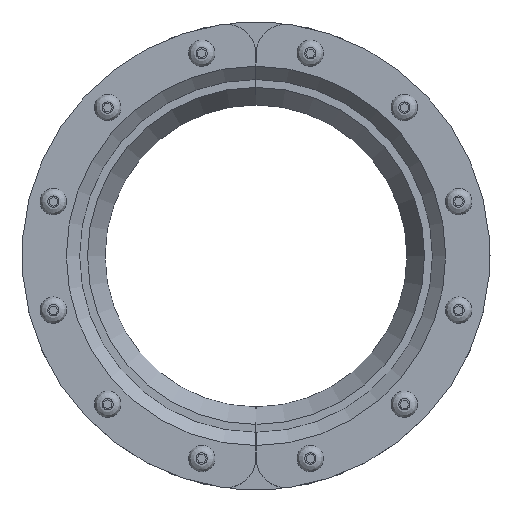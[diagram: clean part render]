
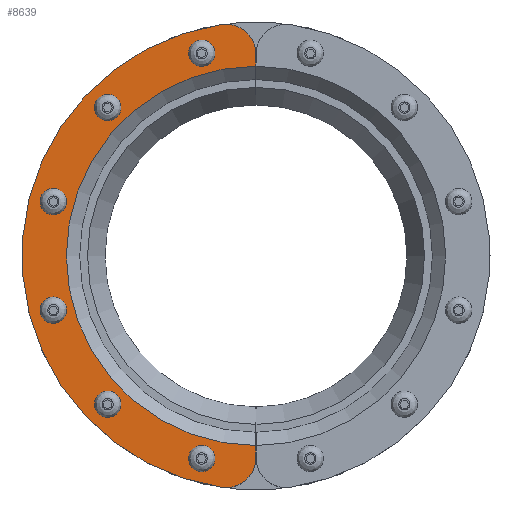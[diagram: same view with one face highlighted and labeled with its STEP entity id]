
A CAD part, top view. The second image highlights one B-rep face of the part: STEP entity #8639.
In plain terms, the highlighted free-form (B-spline) face has degree [1, 1] with [2, 2] control points.
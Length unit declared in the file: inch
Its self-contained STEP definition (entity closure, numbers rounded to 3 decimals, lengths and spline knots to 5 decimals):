
#8271=CARTESIAN_POINT('',(-264.32433,-44.11908,0.96875));
#8272=VERTEX_POINT('',#8271);
#8273=CARTESIAN_POINT('',(-264.32433,-44.31637,0.96875));
#8274=VERTEX_POINT('',#8273);
#8275=CARTESIAN_POINT('',(-264.32433,-44.11908,0.96875));
#8276=DIRECTION('',(0.0,-1.0,0.0));
#8277=VECTOR('',#8276,0.19729);
#8278=LINE('',#8275,#8277);
#8279=EDGE_CURVE('',#8272,#8274,#8278,.T.);
#8337=CARTESIAN_POINT('',(-264.32433,-50.59731,0.96875));
#8338=VERTEX_POINT('',#8337);
#8345=CARTESIAN_POINT('',(-264.32433,-50.7946,0.96875));
#8346=VERTEX_POINT('',#8345);
#8347=CARTESIAN_POINT('',(-264.32433,-50.59731,0.96875));
#8348=DIRECTION('',(0.0,-1.0,0.0));
#8349=VECTOR('',#8348,0.19729);
#8350=LINE('',#8347,#8349);
#8351=EDGE_CURVE('',#8338,#8346,#8350,.T.);
#8398=CARTESIAN_POINT('',(-264.89841,-51.28908,0.96875));
#8399=VERTEX_POINT('',#8398);
#8400=CARTESIAN_POINT('',(-264.82433,-50.7946,0.96875));
#8401=DIRECTION('',(0.0,0.0,-1.0));
#8402=DIRECTION('',(0.653,-0.758,0.0));
#8403=AXIS2_PLACEMENT_3D('',#8400,#8401,#8402);
#8404=CIRCLE('',#8403,0.5);
#8405=EDGE_CURVE('',#8346,#8399,#8404,.T.);
#8442=CARTESIAN_POINT('',(-264.89841,-43.6246,0.96875));
#8443=VERTEX_POINT('',#8442);
#8444=CARTESIAN_POINT('',(-264.82433,-44.11908,0.96875));
#8445=DIRECTION('',(0.0,0.0,-1.));
#8446=DIRECTION('',(0.653,0.758,0.0));
#8447=AXIS2_PLACEMENT_3D('',#8444,#8445,#8446);
#8448=CIRCLE('',#8447,0.5);
#8449=EDGE_CURVE('',#8443,#8272,#8448,.T.);
#8505=CARTESIAN_POINT('',(-264.32433,-47.45684,0.96875));
#8506=DIRECTION('',(0.0,0.0,1.0));
#8507=DIRECTION('',(0.0,1.0,0.0));
#8508=AXIS2_PLACEMENT_3D('',#8505,#8506,#8507);
#8509=CIRCLE('',#8508,3.14047);
#8510=EDGE_CURVE('',#8274,#8338,#8509,.T.);
#8554=CARTESIAN_POINT('',(-264.32433,-43.61908,0.96875));
#8555=CARTESIAN_POINT('',(-268.19933,-43.61908,0.96875));
#8556=CARTESIAN_POINT('',(-264.32433,-51.2946,0.96875));
#8557=CARTESIAN_POINT('',(-268.19933,-51.2946,0.96875));
#8558=B_SPLINE_SURFACE_WITH_KNOTS('',1,1,((#8554,#8556),(#8555,#8557)),.UNSPECIFIED.,.F.,.F.,.U.,(2,2),(2,2),(0.0,3.875),(0.0,7.67551),.UNSPECIFIED.);
#8559=ORIENTED_EDGE('',*,*,#8351,.F.);
#8560=ORIENTED_EDGE('',*,*,#8510,.F.);
#8561=ORIENTED_EDGE('',*,*,#8279,.F.);
#8562=ORIENTED_EDGE('',*,*,#8449,.F.);
#8563=CARTESIAN_POINT('',(-264.32433,-47.45684,0.96875));
#8564=DIRECTION('',(0.0,0.0,1.0));
#8565=DIRECTION('',(0.0,1.0,0.0));
#8566=AXIS2_PLACEMENT_3D('',#8563,#8564,#8565);
#8567=CIRCLE('',#8566,3.875);
#8568=EDGE_CURVE('',#8443,#8399,#8567,.T.);
#8569=ORIENTED_EDGE('',*,*,#8568,.T.);
#8570=ORIENTED_EDGE('',*,*,#8405,.F.);
#8571=EDGE_LOOP('',(#8559,#8560,#8561,#8562,#8569,#8570));
#8572=FACE_OUTER_BOUND('',#8571,.T.);
#8573=CARTESIAN_POINT('',(-265.34469,-50.74239,0.96875));
#8574=VERTEX_POINT('',#8573);
#8575=CARTESIAN_POINT('',(-265.22345,-50.81239,0.96875));
#8576=DIRECTION('',(0.0,0.0,1.));
#8577=DIRECTION('',(0.866,-0.5,0.0));
#8578=AXIS2_PLACEMENT_3D('',#8575,#8576,#8577);
#8579=CIRCLE('',#8578,0.14);
#8580=EDGE_CURVE('',#8574,#8574,#8579,.T.);
#8581=ORIENTED_EDGE('',*,*,#8580,.F.);
#8582=EDGE_LOOP('',(#8581));
#8583=FACE_BOUND('',#8582,.T.);
#8584=CARTESIAN_POINT('',(-267.67988,-48.21596,0.96875));
#8585=VERTEX_POINT('',#8584);
#8586=CARTESIAN_POINT('',(-267.67988,-48.35596,0.96875));
#8587=DIRECTION('',(0.0,0.0,1.0));
#8588=DIRECTION('',(0.0,-1.0,0.0));
#8589=AXIS2_PLACEMENT_3D('',#8586,#8587,#8588);
#8590=CIRCLE('',#8589,0.14);
#8591=EDGE_CURVE('',#8585,#8585,#8590,.T.);
#8592=ORIENTED_EDGE('',*,*,#8591,.F.);
#8593=EDGE_LOOP('',(#8592));
#8594=FACE_BOUND('',#8593,.T.);
#8595=CARTESIAN_POINT('',(-266.65952,-44.93041,0.96875));
#8596=VERTEX_POINT('',#8595);
#8597=CARTESIAN_POINT('',(-266.78076,-45.00041,0.96875));
#8598=DIRECTION('',(0.0,0.0,1.0));
#8599=DIRECTION('',(-0.866,-0.5,0.0));
#8600=AXIS2_PLACEMENT_3D('',#8597,#8598,#8599);
#8601=CIRCLE('',#8600,0.14);
#8602=EDGE_CURVE('',#8596,#8596,#8601,.T.);
#8603=ORIENTED_EDGE('',*,*,#8602,.F.);
#8604=EDGE_LOOP('',(#8603));
#8605=FACE_BOUND('',#8604,.T.);
#8606=CARTESIAN_POINT('',(-265.08345,-44.10129,0.96875));
#8607=VERTEX_POINT('',#8606);
#8608=CARTESIAN_POINT('',(-265.22345,-44.10129,0.96875));
#8609=DIRECTION('',(0.0,0.0,1.0));
#8610=DIRECTION('',(-1.0,0.0,0.0));
#8611=AXIS2_PLACEMENT_3D('',#8608,#8609,#8610);
#8612=CIRCLE('',#8611,0.14);
#8613=EDGE_CURVE('',#8607,#8607,#8612,.T.);
#8614=ORIENTED_EDGE('',*,*,#8613,.F.);
#8615=EDGE_LOOP('',(#8614));
#8616=FACE_BOUND('',#8615,.T.);
#8617=CARTESIAN_POINT('',(-267.60988,-46.43648,0.96875));
#8618=VERTEX_POINT('',#8617);
#8619=CARTESIAN_POINT('',(-267.67988,-46.55773,0.96875));
#8620=DIRECTION('',(0.0,0.0,1.0));
#8621=DIRECTION('',(-0.5,-0.866,0.0));
#8622=AXIS2_PLACEMENT_3D('',#8619,#8620,#8621);
#8623=CIRCLE('',#8622,0.14);
#8624=EDGE_CURVE('',#8618,#8618,#8623,.T.);
#8625=ORIENTED_EDGE('',*,*,#8624,.F.);
#8626=EDGE_LOOP('',(#8625));
#8627=FACE_BOUND('',#8626,.T.);
#8628=CARTESIAN_POINT('',(-266.85076,-49.79203,0.96875));
#8629=VERTEX_POINT('',#8628);
#8630=CARTESIAN_POINT('',(-266.78076,-49.91327,0.96875));
#8631=DIRECTION('',(0.0,0.0,1.0));
#8632=DIRECTION('',(0.5,-0.866,0.0));
#8633=AXIS2_PLACEMENT_3D('',#8630,#8631,#8632);
#8634=CIRCLE('',#8633,0.14);
#8635=EDGE_CURVE('',#8629,#8629,#8634,.T.);
#8636=ORIENTED_EDGE('',*,*,#8635,.F.);
#8637=EDGE_LOOP('',(#8636));
#8638=FACE_BOUND('',#8637,.T.);
#8639=ADVANCED_FACE('',(#8572,#8583,#8594,#8605,#8616,#8627,#8638),#8558,.T.);
